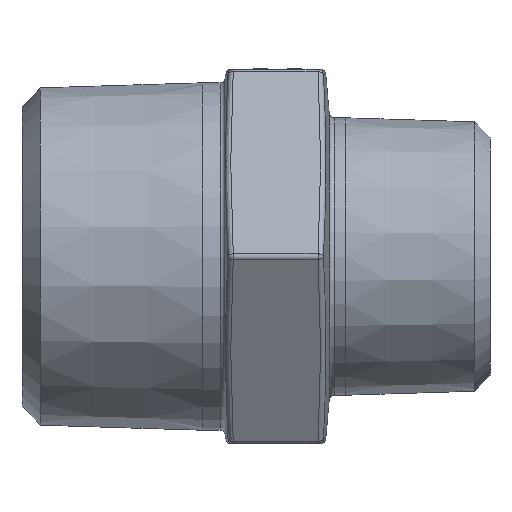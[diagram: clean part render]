
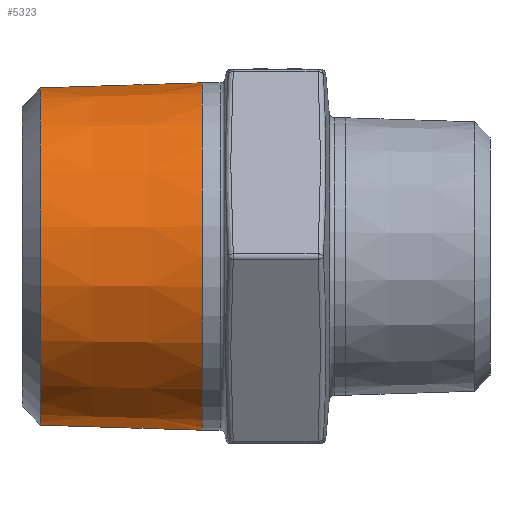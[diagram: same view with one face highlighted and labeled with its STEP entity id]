
A CAD part, front view. The second image highlights one B-rep face of the part: STEP entity #5323.
In plain terms, the highlighted conical face has half-angle 1.79 degrees and reference radius 16.701 mm.
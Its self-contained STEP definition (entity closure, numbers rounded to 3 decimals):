
#625 = EDGE_LOOP ( 'NONE', ( #3803, #8524, #8882, #3127 ) ) ;
#773 = CARTESIAN_POINT ( 'NONE',  ( -7.049, 0., 0. ) ) ;
#2374 = EDGE_CURVE ( 'NONE', #21110, #9798, #4727, .T. ) ;
#3127 = ORIENTED_EDGE ( 'NONE', *, *, #17058, .T. ) ;
#3319 = CARTESIAN_POINT ( 'NONE',  ( -7.049, 0., 0. ) ) ;
#3555 = AXIS2_PLACEMENT_3D ( 'NONE', #3319, #19776, #21372 ) ;
#3622 = EDGE_CURVE ( 'NONE', #9636, #15582, #10323, .T. ) ;
#3803 = ORIENTED_EDGE ( 'NONE', *, *, #2374, .F. ) ;
#3842 = EDGE_CURVE ( 'NONE', #21110, #9636, #14477, .T. ) ;
#4597 = CONICAL_SURFACE ( 'NONE', #5594, 16.701, 0.031 ) ;
#4664 = DIRECTION ( 'NONE',  ( 1., 0., 0.031 ) ) ;
#4727 = LINE ( 'NONE', #11331, #16585 ) ;
#5109 = FACE_OUTER_BOUND ( 'NONE', #625, .T. ) ;
#5323 = ADVANCED_FACE ( 'NONE', ( #5109 ), #4597, .T. ) ;
#5594 = AXIS2_PLACEMENT_3D ( 'NONE', #773, #10494, #17357 ) ;
#7957 = CARTESIAN_POINT ( 'NONE',  ( -22.626, 0., 0. ) ) ;
#8524 = ORIENTED_EDGE ( 'NONE', *, *, #3842, .T. ) ;
#8882 = ORIENTED_EDGE ( 'NONE', *, *, #3622, .T. ) ;
#9303 = CARTESIAN_POINT ( 'NONE',  ( -7.049, 0., -16.701 ) ) ;
#9335 = CARTESIAN_POINT ( 'NONE',  ( -22.626, 0., -16.214 ) ) ;
#9636 = VERTEX_POINT ( 'NONE', #9335 ) ;
#9798 = VERTEX_POINT ( 'NONE', #15300 ) ;
#10323 = LINE ( 'NONE', #11417, #20151 ) ;
#10494 = DIRECTION ( 'NONE',  ( 1., 0., 0. ) ) ;
#11331 = CARTESIAN_POINT ( 'NONE',  ( -7.049, 0., 16.701 ) ) ;
#11417 = CARTESIAN_POINT ( 'NONE',  ( -7.049, 0., -16.701 ) ) ;
#11454 = CARTESIAN_POINT ( 'NONE',  ( -22.626, 0., 16.214 ) ) ;
#14241 = CIRCLE ( 'NONE', #3555, 16.701 ) ;
#14477 = CIRCLE ( 'NONE', #17733, 16.214 ) ;
#14971 = DIRECTION ( 'NONE',  ( 1., 0., -0.031 ) ) ;
#15300 = CARTESIAN_POINT ( 'NONE',  ( -7.049, 0., 16.701 ) ) ;
#15582 = VERTEX_POINT ( 'NONE', #9303 ) ;
#16585 = VECTOR ( 'NONE', #4664, 1000. ) ;
#17058 = EDGE_CURVE ( 'NONE', #15582, #9798, #14241, .T. ) ;
#17357 = DIRECTION ( 'NONE',  ( 0., 0., -1. ) ) ;
#17684 = DIRECTION ( 'NONE',  ( 1., 0., 0. ) ) ;
#17733 = AXIS2_PLACEMENT_3D ( 'NONE', #7957, #17684, #19343 ) ;
#19343 = DIRECTION ( 'NONE',  ( 0., 0., 1. ) ) ;
#19776 = DIRECTION ( 'NONE',  ( -1., 0., 0. ) ) ;
#20151 = VECTOR ( 'NONE', #14971, 1000. ) ;
#21110 = VERTEX_POINT ( 'NONE', #11454 ) ;
#21372 = DIRECTION ( 'NONE',  ( 0., 0., 1. ) ) ;
